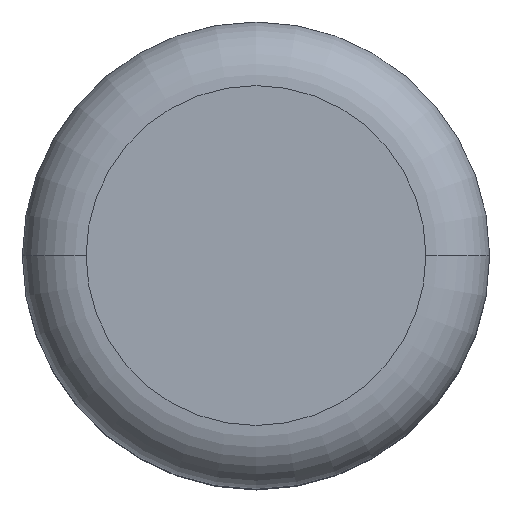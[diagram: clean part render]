
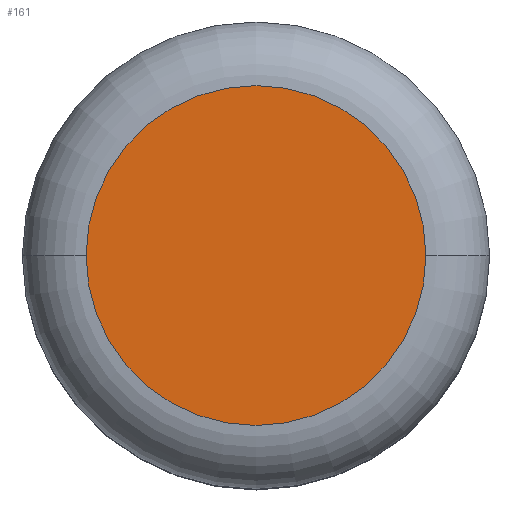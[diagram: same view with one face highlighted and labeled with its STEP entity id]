
A CAD part, top view. The second image highlights one B-rep face of the part: STEP entity #161.
In plain terms, the highlighted planar face has unit normal (0, 0, 1).
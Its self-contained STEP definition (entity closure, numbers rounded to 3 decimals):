
#161=ADVANCED_FACE('',(#348),#349,.T.);
#348=FACE_OUTER_BOUND('',#722,.T.);
#349=PLANE('',#723);
#722=EDGE_LOOP('',(#1229,#1230));
#723=AXIS2_PLACEMENT_3D('',#1231,#1232,#1233);
#1229=ORIENTED_EDGE('',*,*,#1575,.F.);
#1230=ORIENTED_EDGE('',*,*,#1620,.F.);
#1231=CARTESIAN_POINT('',(0.0,0.0,34.0));
#1232=DIRECTION('',(0.0,0.0,1.0));
#1233=DIRECTION('',(1.0,0.0,0.0));
#1575=EDGE_CURVE('',#1825,#1820,#1827,.T.);
#1620=EDGE_CURVE('',#1820,#1825,#1886,.T.);
#1820=VERTEX_POINT('',#2165);
#1825=VERTEX_POINT('',#2170);
#1827=CIRCLE('',#2172,8.0);
#1886=CIRCLE('',#2239,8.0);
#2165=CARTESIAN_POINT('',(-8.0,0.,34.0));
#2170=CARTESIAN_POINT('',(8.0,0.0,34.0));
#2172=AXIS2_PLACEMENT_3D('',#2478,#2479,#2480);
#2239=AXIS2_PLACEMENT_3D('',#2558,#2559,#2560);
#2478=CARTESIAN_POINT('',(0.0,0.0,34.0));
#2479=DIRECTION('',(-0.0,0.0,-1.0));
#2480=DIRECTION('',(-1.0,0.,0.0));
#2558=CARTESIAN_POINT('',(0.0,0.0,34.0));
#2559=DIRECTION('',(-0.0,0.0,-1.0));
#2560=DIRECTION('',(-1.0,0.,0.0));
